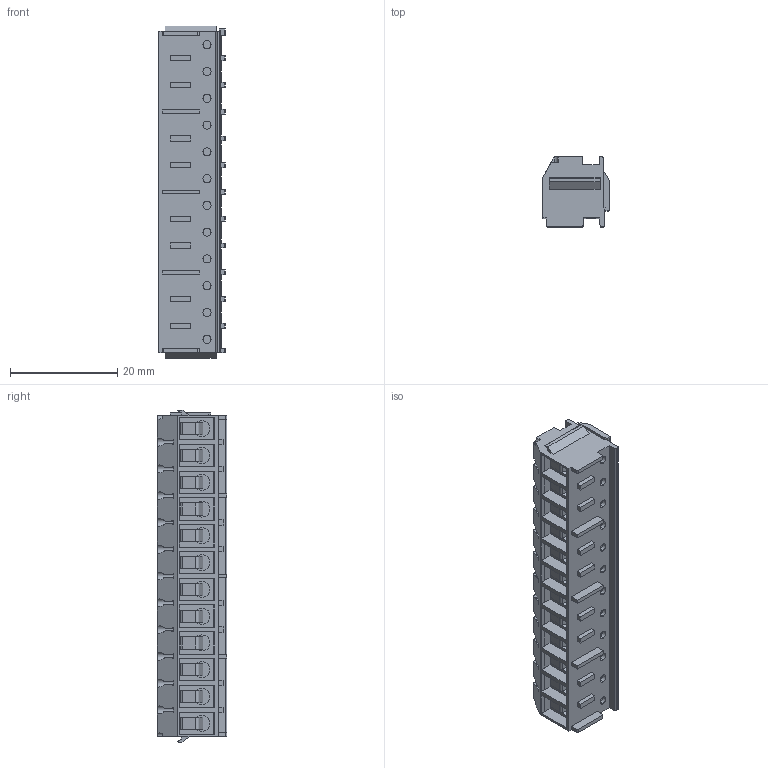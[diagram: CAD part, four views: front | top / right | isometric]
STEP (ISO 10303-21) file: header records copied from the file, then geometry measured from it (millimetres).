
FILE_DESCRIPTION((''),'2;1');
FILE_NAME('TL241T','2024-12-06T',('yanfa'),(''),'PRO/ENGINEER BY PARAMETRIC TECHNOLOGY CORPORATION, 2009280','PRO/ENGINEER BY PARAMETRIC TECHNOLOGY CORPORATION, 2009280','');
FILE_SCHEMA(('AUTOMOTIVE_DESIGN_CC2 { 1 2 10303 214 -1 1 5 2 }'));
Length unit declared in the file: millimetre
Products named in the file (1): TL241T
Bounding box: 12.4 x 13 x 62 mm (x, y, z)
Volume: 5750.4 mm3; surface area: 6225.4 mm2
Topology: 1 solids, 1 shells, 986 faces, 2575 edges, 1676 vertices
Faces by surface type: plane 532, cylinder 290, cone 72, extrusion 68, torus 24
Entity records: 31029 total; most frequent: CARTESIAN_POINT 6522, ORIENTED_EDGE 5150, DIRECTION 4951, EDGE_CURVE 2575, VECTOR 1747, LINE 1679, VERTEX_POINT 1676, AXIS2_PLACEMENT_3D 1602
